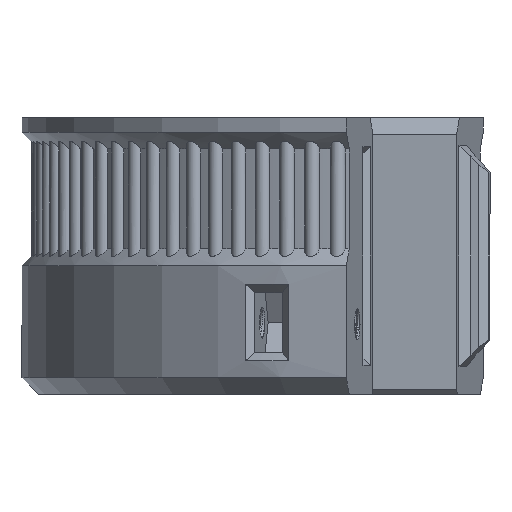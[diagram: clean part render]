
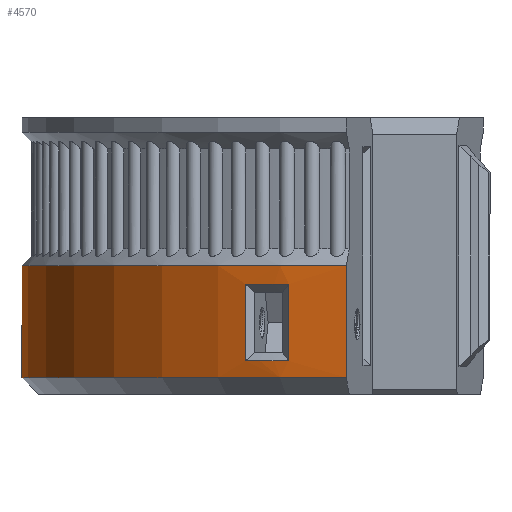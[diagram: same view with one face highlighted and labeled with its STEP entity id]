
A CAD part, left-side view. The second image highlights one B-rep face of the part: STEP entity #4570.
In plain terms, the highlighted cylindrical face has radius 47 mm (diameter 94 mm), a partial arc.
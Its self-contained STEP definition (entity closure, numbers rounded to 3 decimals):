
#31=FACE_BOUND('',#501,.T.);
#32=FACE_BOUND('',#502,.T.);
#247=FACE_OUTER_BOUND('',#500,.T.);
#500=EDGE_LOOP('',(#3353,#3354,#3355,#3356));
#501=EDGE_LOOP('',(#3357));
#502=EDGE_LOOP('',(#3358,#3359,#3360,#3361));
#850=B_SPLINE_CURVE_WITH_KNOTS('',3,(#10627,#10628,#10629,#10630,#10631,
#10632,#10633,#10634,#10635,#10636,#10637,#10638,#10639,#10640,#10641,#10642,
#10643,#10644,#10645,#10646,#10647,#10648,#10649,#10650,#10651,#10652,#10653,
#10654,#10655,#10656,#10657,#10658,#10659,#10660,#10661),.UNSPECIFIED.,
 .T.,.F.,(4,2,2,2,1,1,1,1,1,1,1,1,1,1,1,1,1,1,1,1,1,2,2,2,2,4),(0.,0.064,
0.128,0.256,0.552,0.7,
0.848,1.144,1.292,1.366,1.44,
1.514,1.551,1.588,1.662,1.736,
1.81,1.884,2.032,2.328,2.476,
2.624,2.857,2.985,3.049,3.113),
 .UNSPECIFIED.);
#908=CIRCLE('',#4858,47.);
#909=CIRCLE('',#4859,47.);
#910=CIRCLE('',#4860,47.);
#911=CIRCLE('',#4861,47.);
#1205=LINE('',#10622,#1521);
#1206=LINE('',#10625,#1522);
#1207=LINE('',#10666,#1523);
#1208=LINE('',#10669,#1524);
#1521=VECTOR('',#5579,10.);
#1522=VECTOR('',#5582,10.);
#1523=VECTOR('',#5585,10.);
#1524=VECTOR('',#5588,10.);
#2010=VERTEX_POINT('',#10618);
#2011=VERTEX_POINT('',#10619);
#2012=VERTEX_POINT('',#10621);
#2013=VERTEX_POINT('',#10623);
#2014=VERTEX_POINT('',#10626);
#2015=VERTEX_POINT('',#10662);
#2016=VERTEX_POINT('',#10663);
#2017=VERTEX_POINT('',#10665);
#2018=VERTEX_POINT('',#10667);
#2535=EDGE_CURVE('',#2010,#2011,#908,.F.);
#2536=EDGE_CURVE('',#2012,#2010,#1205,.T.);
#2537=EDGE_CURVE('',#2013,#2012,#909,.T.);
#2538=EDGE_CURVE('',#2011,#2013,#1206,.T.);
#2539=EDGE_CURVE('',#2014,#2014,#850,.T.);
#2540=EDGE_CURVE('',#2015,#2016,#910,.T.);
#2541=EDGE_CURVE('',#2017,#2015,#1207,.T.);
#2542=EDGE_CURVE('',#2018,#2017,#911,.T.);
#2543=EDGE_CURVE('',#2016,#2018,#1208,.T.);
#3353=ORIENTED_EDGE('',*,*,#2535,.F.);
#3354=ORIENTED_EDGE('',*,*,#2536,.F.);
#3355=ORIENTED_EDGE('',*,*,#2537,.F.);
#3356=ORIENTED_EDGE('',*,*,#2538,.F.);
#3357=ORIENTED_EDGE('',*,*,#2539,.F.);
#3358=ORIENTED_EDGE('',*,*,#2540,.F.);
#3359=ORIENTED_EDGE('',*,*,#2541,.F.);
#3360=ORIENTED_EDGE('',*,*,#2542,.F.);
#3361=ORIENTED_EDGE('',*,*,#2543,.F.);
#4398=CYLINDRICAL_SURFACE('',#4857,47.);
#4570=ADVANCED_FACE('',(#247,#31,#32),#4398,.T.);
#4857=AXIS2_PLACEMENT_3D('',#10617,#5575,#5576);
#4858=AXIS2_PLACEMENT_3D('',#10620,#5577,#5578);
#4859=AXIS2_PLACEMENT_3D('',#10624,#5580,#5581);
#4860=AXIS2_PLACEMENT_3D('',#10664,#5583,#5584);
#4861=AXIS2_PLACEMENT_3D('',#10668,#5586,#5587);
#5575=DIRECTION('center_axis',(0.,0.,
1.));
#5576=DIRECTION('ref_axis',(-0.984,0.178,0.));
#5577=DIRECTION('center_axis',(0.,0.,
-1.));
#5578=DIRECTION('ref_axis',(-0.984,0.178,0.));
#5579=DIRECTION('',(0.,0.,1.));
#5580=DIRECTION('center_axis',(0.,0.,
-1.));
#5581=DIRECTION('ref_axis',(-0.984,0.178,0.));
#5582=DIRECTION('',(0.,0.,-1.));
#5583=DIRECTION('center_axis',(0.,0.,
-1.));
#5584=DIRECTION('ref_axis',(-0.984,0.178,0.));
#5585=DIRECTION('',(0.,0.,1.));
#5586=DIRECTION('center_axis',(0.,0.,
1.));
#5587=DIRECTION('ref_axis',(-0.984,0.178,0.));
#5588=DIRECTION('',(0.,0.,-1.));
#10617=CARTESIAN_POINT('Origin',(-69.941,-0.133,-52.059));
#10618=CARTESIAN_POINT('',(-23.621,-8.097,-36.704));
#10619=CARTESIAN_POINT('',(-116.192,8.226,-36.704));
#10620=CARTESIAN_POINT('Origin',(-69.941,-0.133,-36.704));
#10621=CARTESIAN_POINT('',(-23.621,-8.097,-50.059));
#10622=CARTESIAN_POINT('',(-23.621,-8.097,-52.059));
#10623=CARTESIAN_POINT('',(-116.192,8.226,-50.059));
#10624=CARTESIAN_POINT('Origin',(-69.941,-0.133,-50.059));
#10625=CARTESIAN_POINT('',(-116.192,8.226,-52.059));
#10626=CARTESIAN_POINT('',(-30.403,25.279,-43.484));
#10627=CARTESIAN_POINT('Ctrl Pts',(-30.403,25.279,-43.484));
#10628=CARTESIAN_POINT('Ctrl Pts',(-30.403,25.279,-43.082));
#10629=CARTESIAN_POINT('Ctrl Pts',(-30.371,25.23,-42.677));
#10630=CARTESIAN_POINT('Ctrl Pts',(-30.253,25.044,-41.908));
#10631=CARTESIAN_POINT('Ctrl Pts',(-30.166,24.907,-41.546));
#10632=CARTESIAN_POINT('Ctrl Pts',(-29.857,24.413,-40.564));
#10633=CARTESIAN_POINT('Ctrl Pts',(-29.59,23.972,-40.051));
#10634=CARTESIAN_POINT('Ctrl Pts',(-28.763,22.557,-38.804));
#10635=CARTESIAN_POINT('Ctrl Pts',(-27.826,20.802,-38.15));
#10636=CARTESIAN_POINT('Ctrl Pts',(-26.808,18.563,-37.947));
#10637=CARTESIAN_POINT('Ctrl Pts',(-25.922,16.418,-38.054));
#10638=CARTESIAN_POINT('Ctrl Pts',(-25.106,14.055,-38.619));
#10639=CARTESIAN_POINT('Ctrl Pts',(-24.58,12.193,-39.526));
#10640=CARTESIAN_POINT('Ctrl Pts',(-24.295,11.079,-40.319));
#10641=CARTESIAN_POINT('Ctrl Pts',(-24.096,10.235,-41.178));
#10642=CARTESIAN_POINT('Ctrl Pts',(-23.97,9.652,-42.226));
#10643=CARTESIAN_POINT('Ctrl Pts',(-23.93,9.458,-43.356));
#10644=CARTESIAN_POINT('Ctrl Pts',(-23.954,9.573,-44.532));
#10645=CARTESIAN_POINT('Ctrl Pts',(-24.072,10.125,-45.644));
#10646=CARTESIAN_POINT('Ctrl Pts',(-24.265,10.955,-46.543));
#10647=CARTESIAN_POINT('Ctrl Pts',(-24.48,11.806,-47.177));
#10648=CARTESIAN_POINT('Ctrl Pts',(-24.768,12.865,-47.784));
#10649=CARTESIAN_POINT('Ctrl Pts',(-25.351,14.812,-48.582));
#10650=CARTESIAN_POINT('Ctrl Pts',(-26.2,17.136,-49.003));
#10651=CARTESIAN_POINT('Ctrl Pts',(-27.113,19.253,-48.989));
#10652=CARTESIAN_POINT('Ctrl Pts',(-27.667,20.419,-48.802));
#10653=CARTESIAN_POINT('Ctrl Pts',(-28.404,21.883,-48.386));
#10654=CARTESIAN_POINT('Ctrl Pts',(-28.887,22.766,-47.979));
#10655=CARTESIAN_POINT('Ctrl Pts',(-29.59,23.972,-46.917));
#10656=CARTESIAN_POINT('Ctrl Pts',(-29.857,24.413,-46.404));
#10657=CARTESIAN_POINT('Ctrl Pts',(-30.166,24.907,-45.422));
#10658=CARTESIAN_POINT('Ctrl Pts',(-30.252,25.044,-45.06));
#10659=CARTESIAN_POINT('Ctrl Pts',(-30.371,25.23,-44.291));
#10660=CARTESIAN_POINT('Ctrl Pts',(-30.403,25.279,-43.885));
#10661=CARTESIAN_POINT('Ctrl Pts',(-30.403,25.279,-43.484));
#10662=CARTESIAN_POINT('',(-114.409,15.084,-38.909));
#10663=CARTESIAN_POINT('',(-112.293,20.247,-38.909));
#10664=CARTESIAN_POINT('Origin',(-69.941,-0.133,-38.909));
#10665=CARTESIAN_POINT('',(-114.409,15.084,-48.059));
#10666=CARTESIAN_POINT('',(-114.409,15.084,-52.059));
#10667=CARTESIAN_POINT('',(-112.293,20.247,-48.059));
#10668=CARTESIAN_POINT('Origin',(-69.941,-0.133,-48.059));
#10669=CARTESIAN_POINT('',(-112.293,20.247,-52.059));
